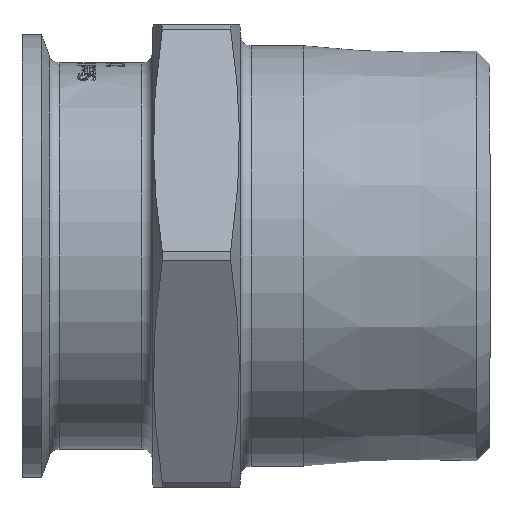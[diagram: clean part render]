
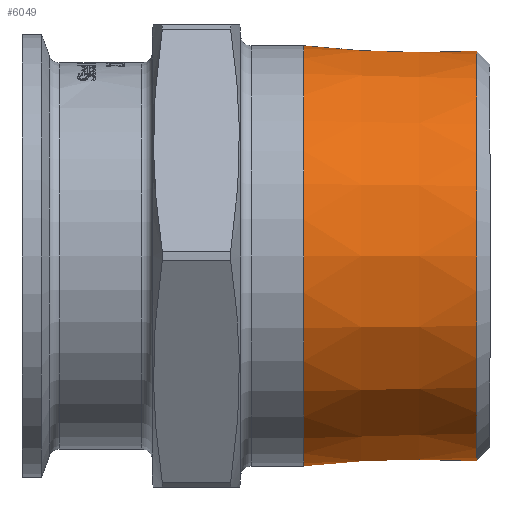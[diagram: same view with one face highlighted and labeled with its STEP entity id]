
A CAD part, front view. The second image highlights one B-rep face of the part: STEP entity #6049.
In plain terms, the highlighted conical face has half-angle 1.783 degrees and reference radius 29.89 mm.
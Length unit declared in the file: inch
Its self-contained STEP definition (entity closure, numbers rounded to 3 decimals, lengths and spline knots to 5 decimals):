
#27=CONICAL_SURFACE('',#6401,1.17678,1.783);
#99=FACE_BOUND('',#1097,.T.);
#719=FACE_OUTER_BOUND('',#1096,.T.);
#1096=EDGE_LOOP('',(#5567));
#1097=EDGE_LOOP('',(#5568));
#1576=CIRCLE('',#6397,1.19325);
#1577=CIRCLE('',#6399,1.16263);
#2964=VERTEX_POINT('',#13189);
#2965=VERTEX_POINT('',#13192);
#3843=EDGE_CURVE('',#2964,#2964,#1576,.T.);
#3844=EDGE_CURVE('',#2965,#2965,#1577,.T.);
#5567=ORIENTED_EDGE('',*,*,#3843,.T.);
#5568=ORIENTED_EDGE('',*,*,#3844,.F.);
#6049=ADVANCED_FACE('',(#719,#99),#27,.T.);
#6397=AXIS2_PLACEMENT_3D('',#13190,#7474,#7475);
#6399=AXIS2_PLACEMENT_3D('',#13193,#7478,#7479);
#6401=AXIS2_PLACEMENT_3D('',#13196,#7482,#7483);
#7474=DIRECTION('center_axis',(1.,0.,0.));
#7475=DIRECTION('ref_axis',(0.,1.,0.));
#7478=DIRECTION('center_axis',(1.,0.,0.));
#7479=DIRECTION('ref_axis',(0.,-1.,0.));
#7482=DIRECTION('center_axis',(-1.,0.,0.));
#7483=DIRECTION('ref_axis',(0.,1.,0.));
#13189=CARTESIAN_POINT('',(1.59769,1.19325,0.));
#13190=CARTESIAN_POINT('Origin',(1.59769,0.,
0.));
#13192=CARTESIAN_POINT('',(2.58104,1.16263,0.));
#13193=CARTESIAN_POINT('Origin',(2.58104,0.,
0.));
#13196=CARTESIAN_POINT('Origin',(2.12684,0.,0.));
